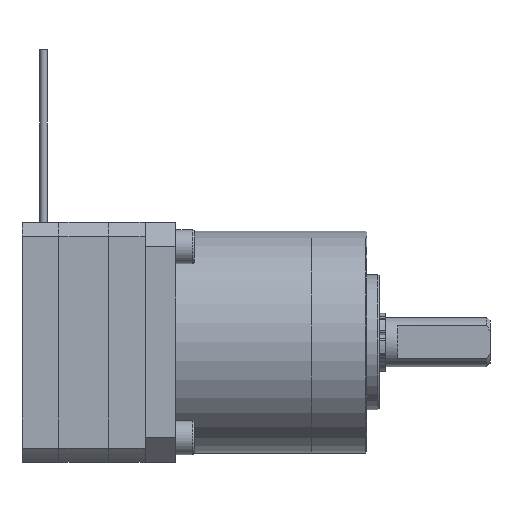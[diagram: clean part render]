
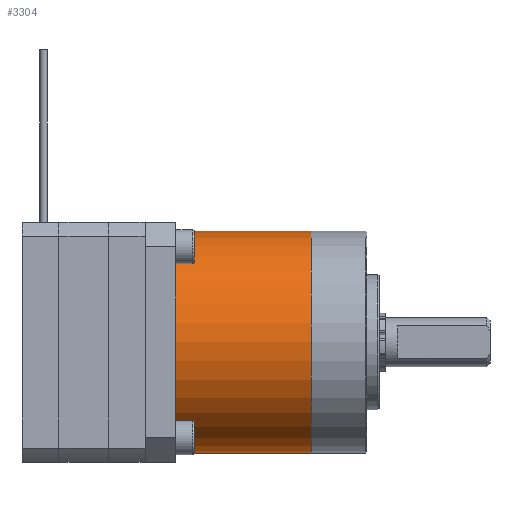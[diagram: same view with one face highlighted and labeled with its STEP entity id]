
A CAD part, left-side view. The second image highlights one B-rep face of the part: STEP entity #3304.
In plain terms, the highlighted cylindrical face has radius 18 mm (diameter 36 mm), a partial arc.
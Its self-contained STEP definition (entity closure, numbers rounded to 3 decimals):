
#560 = LINE ( 'NONE', #22081, #7902 ) ;
#1746 = VECTOR ( 'NONE', #5252, 1000. ) ;
#2000 = VERTEX_POINT ( 'NONE', #13416 ) ;
#3304 = ADVANCED_FACE ( 'NONE', ( #21431 ), #4089, .T. ) ;
#4089 = CYLINDRICAL_SURFACE ( 'NONE', #6346, 18. ) ;
#4166 = CIRCLE ( 'NONE', #18304, 18. ) ;
#5252 = DIRECTION ( 'NONE',  ( 0., 0., -1. ) ) ;
#5549 = VERTEX_POINT ( 'NONE', #11392 ) ;
#6048 = ORIENTED_EDGE ( 'NONE', *, *, #19508, .T. ) ;
#6315 = EDGE_LOOP ( 'NONE', ( #9888, #6048, #11079, #7823 ) ) ;
#6346 = AXIS2_PLACEMENT_3D ( 'NONE', #18911, #24712, #22837 ) ;
#7823 = ORIENTED_EDGE ( 'NONE', *, *, #16611, .F. ) ;
#7901 = CARTESIAN_POINT ( 'NONE',  ( 18., 0., 0. ) ) ;
#7902 = VECTOR ( 'NONE', #19780, 1000. ) ;
#8400 = DIRECTION ( 'NONE',  ( 1., 0., 0. ) ) ;
#8874 = CIRCLE ( 'NONE', #10907, 18. ) ;
#9083 = VERTEX_POINT ( 'NONE', #7901 ) ;
#9888 = ORIENTED_EDGE ( 'NONE', *, *, #23442, .F. ) ;
#10387 = EDGE_CURVE ( 'NONE', #9083, #2000, #8874, .T. ) ;
#10907 = AXIS2_PLACEMENT_3D ( 'NONE', #11827, #21941, #8400 ) ;
#11079 = ORIENTED_EDGE ( 'NONE', *, *, #10387, .T. ) ;
#11392 = CARTESIAN_POINT ( 'NONE',  ( 18., 0., 22. ) ) ;
#11827 = CARTESIAN_POINT ( 'NONE',  ( 0., 0., 0. ) ) ;
#12321 = CARTESIAN_POINT ( 'NONE',  ( 0., 0., 22. ) ) ;
#13416 = CARTESIAN_POINT ( 'NONE',  ( -18., 0., 0. ) ) ;
#16611 = EDGE_CURVE ( 'NONE', #21433, #2000, #560, .T. ) ;
#17547 = CARTESIAN_POINT ( 'NONE',  ( -18., 0., 22. ) ) ;
#18304 = AXIS2_PLACEMENT_3D ( 'NONE', #12321, #24207, #21816 ) ;
#18911 = CARTESIAN_POINT ( 'NONE',  ( 0., 0., 22. ) ) ;
#19508 = EDGE_CURVE ( 'NONE', #5549, #9083, #20673, .T. ) ;
#19780 = DIRECTION ( 'NONE',  ( 0., 0., -1. ) ) ;
#20673 = LINE ( 'NONE', #24839, #1746 ) ;
#21431 = FACE_OUTER_BOUND ( 'NONE', #6315, .T. ) ;
#21433 = VERTEX_POINT ( 'NONE', #17547 ) ;
#21816 = DIRECTION ( 'NONE',  ( 1., 0., 0. ) ) ;
#21941 = DIRECTION ( 'NONE',  ( 0., 0., 1. ) ) ;
#22081 = CARTESIAN_POINT ( 'NONE',  ( -18., 0., 22. ) ) ;
#22837 = DIRECTION ( 'NONE',  ( -1., 0., 0. ) ) ;
#23442 = EDGE_CURVE ( 'NONE', #5549, #21433, #4166, .T. ) ;
#24207 = DIRECTION ( 'NONE',  ( 0., 0., 1. ) ) ;
#24712 = DIRECTION ( 'NONE',  ( 0., 0., -1. ) ) ;
#24839 = CARTESIAN_POINT ( 'NONE',  ( 18., 0., 22. ) ) ;
